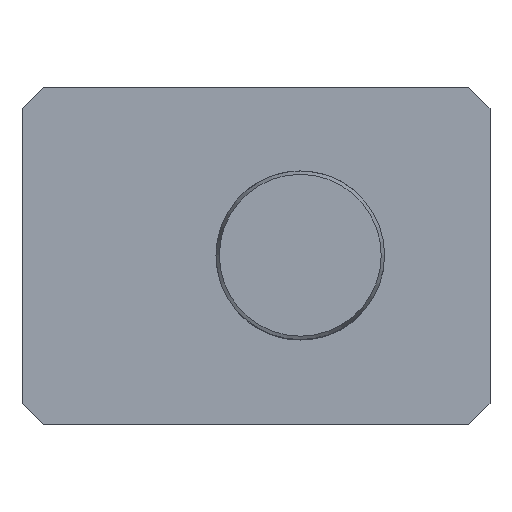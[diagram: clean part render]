
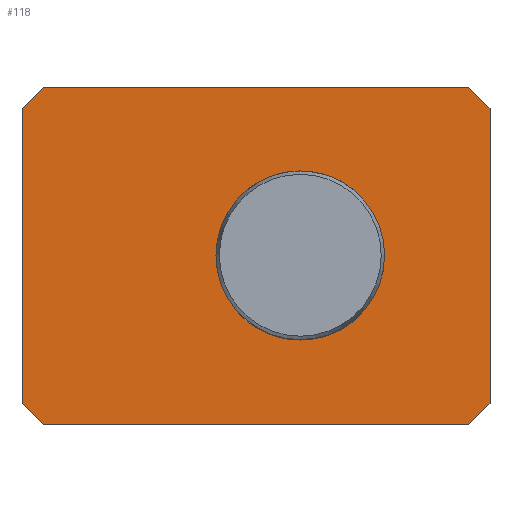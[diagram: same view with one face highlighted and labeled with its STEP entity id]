
A CAD part, top view. The second image highlights one B-rep face of the part: STEP entity #118.
In plain terms, the highlighted planar face has unit normal (0, 0, 1).
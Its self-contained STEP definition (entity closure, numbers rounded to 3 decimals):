
#49=PLANE('',#815);
#118=ADVANCED_FACE('',(#181,#182),#49,.T.);
#157=CIRCLE('',#794,20.);
#181=FACE_BOUND('',#213,.T.);
#182=FACE_BOUND('',#214,.T.);
#213=EDGE_LOOP('',(#438,#439,#440,#441,#442,#443,#444,#445));
#214=EDGE_LOOP('',(#446));
#265=LINE('',#1110,#336);
#272=LINE('',#1142,#343);
#273=LINE('',#1144,#344);
#274=LINE('',#1146,#345);
#275=LINE('',#1148,#346);
#276=LINE('',#1150,#347);
#277=LINE('',#1152,#348);
#278=LINE('',#1154,#349);
#336=VECTOR('',#889,1.);
#343=VECTOR('',#928,1.);
#344=VECTOR('',#929,1.);
#345=VECTOR('',#930,1.);
#346=VECTOR('',#931,1.);
#347=VECTOR('',#932,1.);
#348=VECTOR('',#933,1.);
#349=VECTOR('',#934,1.);
#438=ORIENTED_EDGE('',*,*,#672,.T.);
#439=ORIENTED_EDGE('',*,*,#687,.T.);
#440=ORIENTED_EDGE('',*,*,#688,.T.);
#441=ORIENTED_EDGE('',*,*,#689,.T.);
#442=ORIENTED_EDGE('',*,*,#690,.T.);
#443=ORIENTED_EDGE('',*,*,#691,.T.);
#444=ORIENTED_EDGE('',*,*,#692,.T.);
#445=ORIENTED_EDGE('',*,*,#693,.T.);
#446=ORIENTED_EDGE('',*,*,#663,.T.);
#596=VERTEX_POINT('',#1091);
#603=VERTEX_POINT('',#1105);
#605=VERTEX_POINT('',#1109);
#615=VERTEX_POINT('',#1143);
#616=VERTEX_POINT('',#1145);
#617=VERTEX_POINT('',#1147);
#618=VERTEX_POINT('',#1149);
#619=VERTEX_POINT('',#1151);
#620=VERTEX_POINT('',#1153);
#663=EDGE_CURVE('',#596,#596,#157,.T.);
#672=EDGE_CURVE('',#603,#605,#265,.T.);
#687=EDGE_CURVE('',#605,#615,#272,.T.);
#688=EDGE_CURVE('',#615,#616,#273,.T.);
#689=EDGE_CURVE('',#616,#617,#274,.T.);
#690=EDGE_CURVE('',#617,#618,#275,.T.);
#691=EDGE_CURVE('',#618,#619,#276,.T.);
#692=EDGE_CURVE('',#619,#620,#277,.T.);
#693=EDGE_CURVE('',#620,#603,#278,.T.);
#794=AXIS2_PLACEMENT_3D('',#1090,#874,#875);
#815=AXIS2_PLACEMENT_3D('',#1155,#935,#936);
#874=DIRECTION('',(0.,0.,-1.));
#875=DIRECTION('',(-1.,0.,0.));
#889=DIRECTION('',(-0.707,0.707,0.));
#928=DIRECTION('',(-1.,0.,0.));
#929=DIRECTION('',(-0.707,-0.707,0.));
#930=DIRECTION('',(0.,-1.,0.));
#931=DIRECTION('',(0.707,-0.707,0.));
#932=DIRECTION('',(1.,0.,0.));
#933=DIRECTION('',(0.707,0.707,0.));
#934=DIRECTION('',(0.,1.,0.));
#935=DIRECTION('',(0.,0.,1.));
#936=DIRECTION('',(1.,0.,0.));
#1090=CARTESIAN_POINT('',(0.,0.,0.));
#1091=CARTESIAN_POINT('',(-20.,0.,0.));
#1105=CARTESIAN_POINT('',(45.,35.,0.));
#1109=CARTESIAN_POINT('',(40.,40.,0.));
#1110=CARTESIAN_POINT('',(45.,35.,0.));
#1142=CARTESIAN_POINT('',(40.,40.,0.));
#1143=CARTESIAN_POINT('',(-61.,40.,0.));
#1144=CARTESIAN_POINT('',(-61.,40.,0.));
#1145=CARTESIAN_POINT('',(-66.,35.,0.));
#1146=CARTESIAN_POINT('',(-66.,35.,0.));
#1147=CARTESIAN_POINT('',(-66.,-35.,0.));
#1148=CARTESIAN_POINT('',(-66.,-35.,0.));
#1149=CARTESIAN_POINT('',(-61.,-40.,0.));
#1150=CARTESIAN_POINT('',(40.,-40.,0.));
#1151=CARTESIAN_POINT('',(40.,-40.,0.));
#1152=CARTESIAN_POINT('',(40.,-40.,0.));
#1153=CARTESIAN_POINT('',(45.,-35.,0.));
#1154=CARTESIAN_POINT('',(45.,35.,0.));
#1155=CARTESIAN_POINT('',(-10.5,90.5,0.));
